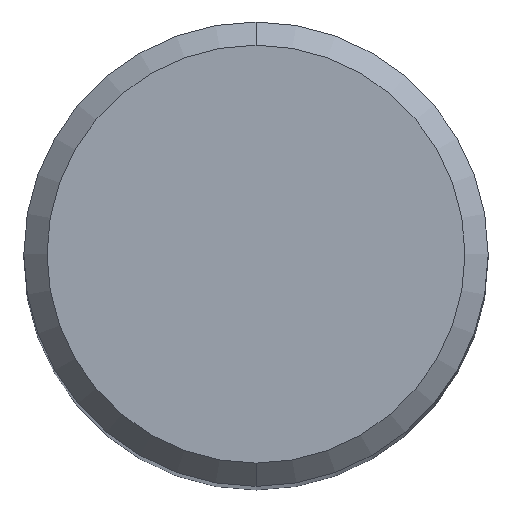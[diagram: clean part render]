
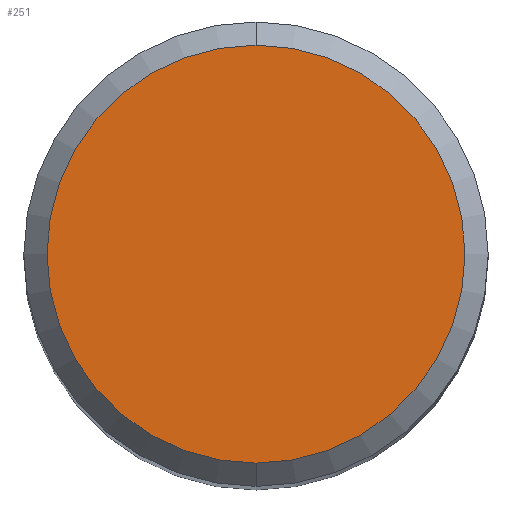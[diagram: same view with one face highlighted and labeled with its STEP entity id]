
A CAD part, top view. The second image highlights one B-rep face of the part: STEP entity #251.
In plain terms, the highlighted planar face has unit normal (0, 0, 1).
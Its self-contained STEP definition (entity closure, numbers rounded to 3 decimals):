
#251=ADVANCED_FACE('',(#565),#566,.T.);
#263=VERTEX_POINT('',#579);
#291=VERTEX_POINT('',#611);
#311=EDGE_CURVE('',#291,#263,#632,.T.);
#389=EDGE_CURVE('',#263,#291,#718,.T.);
#565=FACE_OUTER_BOUND('',#945,.T.);
#566=PLANE('',#946);
#579=CARTESIAN_POINT('',(0.0,3.6,0.0));
#611=CARTESIAN_POINT('',(0.,-3.6,0.0));
#632=CIRCLE('',#1093,3.6);
#718=CIRCLE('',#1245,3.6);
#945=EDGE_LOOP('',(#1545,#1546));
#946=AXIS2_PLACEMENT_3D('',#1547,#1548,#1549);
#1093=AXIS2_PLACEMENT_3D('',#1615,#1616,#1617);
#1245=AXIS2_PLACEMENT_3D('',#1716,#1717,#1718);
#1545=ORIENTED_EDGE('',*,*,#389,.F.);
#1546=ORIENTED_EDGE('',*,*,#311,.F.);
#1547=CARTESIAN_POINT('',(0.0,1.8,0.0));
#1548=DIRECTION('',(-0.0,0.0,1.0));
#1549=DIRECTION('',(0.0,-1.0,0.0));
#1615=CARTESIAN_POINT('',(0.0,0.0,0.0));
#1616=DIRECTION('',(0.0,0.0,-1.0));
#1617=DIRECTION('',(0.0,1.0,0.0));
#1716=CARTESIAN_POINT('',(0.0,0.0,0.0));
#1717=DIRECTION('',(0.0,0.0,-1.0));
#1718=DIRECTION('',(0.0,1.0,0.0));
